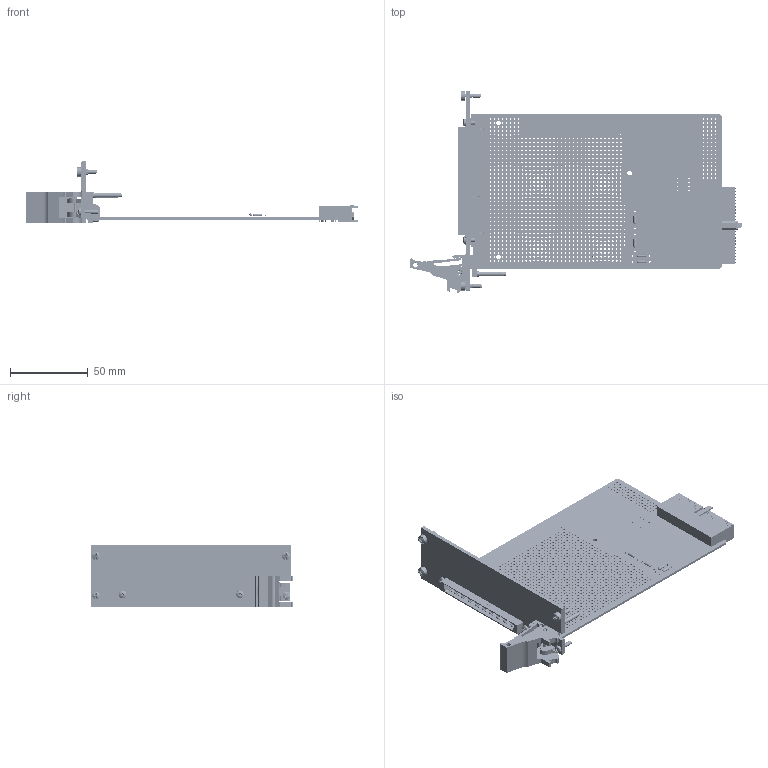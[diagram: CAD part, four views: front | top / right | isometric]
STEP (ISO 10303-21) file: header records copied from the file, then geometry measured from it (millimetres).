
FILE_DESCRIPTION (( 'STEP AP214' ), '1' );
FILE_NAME ('40-225A-102 PXI 2 SLT 96W SCSI Prototype Card.STEP', '2013-08-22T13:33:40', ( 'admin' ), ( '' ), 'SwSTEP 2.0', 'SolidWorks 2012', '' );
FILE_SCHEMA (( 'AUTOMOTIVE_DESIGN' ));
Length unit declared in the file: millimetre
Products named in the file (1): 40-225A-102 PXI 2 SLT 96W SCSI Prototype Card
Bounding box: 214.01 x 129.87 x 40 mm (x, y, z)
Surface area: 73640.2 mm2 (no closed solid volume)
Topology: 0 solids, 300 shells, 4677 faces, 20139 edges, 15809 vertices
Faces by surface type: plane 2976, cylinder 1631, cone 25, torus 17, sphere 17, bspline 11
Full cylindrical faces by diameter (mm): 0.3 x12, 0.6 x110, 0.7 x4, 0.762 x8, 0.8 x25, 1 x1209, 1.496 x2, 1.864 x4, 2 x7, 2.5 x7, 2.6 x5, 2.8 x1, 3 x6, 5 x8, 5.3 x3, 6 x3
Entity records: 256665 total; most frequent: CARTESIAN_POINT 46246, DIRECTION 30906, ORIENTED_EDGE 25461, EDGE_CURVE 18057, VERTEX_POINT 15184, LINE 13452, VECTOR 13452, EDGE_LOOP 9733
